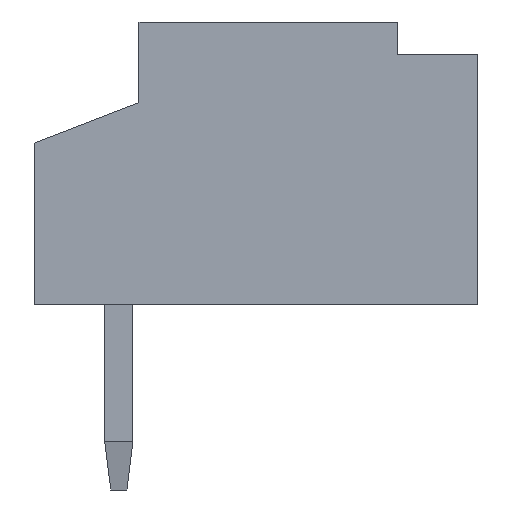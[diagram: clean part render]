
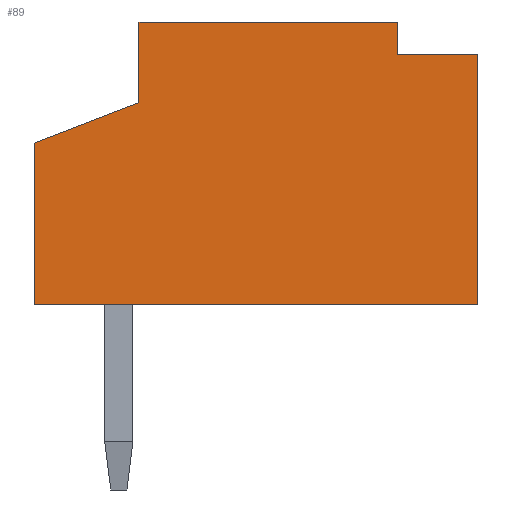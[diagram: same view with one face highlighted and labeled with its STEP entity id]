
A CAD part, left-side view. The second image highlights one B-rep face of the part: STEP entity #89.
In plain terms, the highlighted planar face has unit normal (-1, 0, 0).
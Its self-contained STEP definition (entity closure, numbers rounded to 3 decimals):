
#89=ADVANCED_FACE('',(#437),#267,.F.);
#267=PLANE('',#3393);
#437=FACE_OUTER_BOUND('',#628,.T.);
#628=EDGE_LOOP('',(#1008,#1009,#1010,#1011,#1012,#1013,#1014,#1015));
#1008=ORIENTED_EDGE('',*,*,#2174,.F.);
#1009=ORIENTED_EDGE('',*,*,#2182,.F.);
#1010=ORIENTED_EDGE('',*,*,#2194,.F.);
#1011=ORIENTED_EDGE('',*,*,#2147,.F.);
#1012=ORIENTED_EDGE('',*,*,#2034,.F.);
#1013=ORIENTED_EDGE('',*,*,#2164,.F.);
#1014=ORIENTED_EDGE('',*,*,#2161,.F.);
#1015=ORIENTED_EDGE('',*,*,#2158,.F.);
#1736=VERTEX_POINT('',#4442);
#1737=VERTEX_POINT('',#4444);
#1841=VERTEX_POINT('',#4666);
#1850=VERTEX_POINT('',#4687);
#1851=VERTEX_POINT('',#4689);
#1853=VERTEX_POINT('',#4695);
#1863=VERTEX_POINT('',#4719);
#1868=VERTEX_POINT('',#4733);
#2034=EDGE_CURVE('',#1736,#1737,#2496,.T.);
#2147=EDGE_CURVE('',#1737,#1841,#2609,.T.);
#2158=EDGE_CURVE('',#1850,#1851,#2620,.T.);
#2161=EDGE_CURVE('',#1851,#1853,#2623,.T.);
#2164=EDGE_CURVE('',#1853,#1736,#2626,.T.);
#2174=EDGE_CURVE('',#1863,#1850,#2636,.T.);
#2182=EDGE_CURVE('',#1868,#1863,#2644,.T.);
#2194=EDGE_CURVE('',#1841,#1868,#2656,.T.);
#2496=LINE('',#4443,#2946);
#2609=LINE('',#4665,#3059);
#2620=LINE('',#4688,#3070);
#2623=LINE('',#4694,#3073);
#2626=LINE('',#4699,#3076);
#2636=LINE('',#4720,#3086);
#2644=LINE('',#4734,#3094);
#2656=LINE('',#4756,#3106);
#2946=VECTOR('',#3589,1.);
#3059=VECTOR('',#3712,1.);
#3070=VECTOR('',#3727,1.);
#3073=VECTOR('',#3732,1.);
#3076=VECTOR('',#3737,1.);
#3086=VECTOR('',#3749,1.);
#3094=VECTOR('',#3759,1.);
#3106=VECTOR('',#3779,1.);
#3393=AXIS2_PLACEMENT_3D('',#4764,#3789,#3790);
#3589=DIRECTION('',(0.,0.,1.));
#3712=DIRECTION('',(0.,-1.,0.));
#3727=DIRECTION('',(0.,1.,0.));
#3732=DIRECTION('',(0.,0.,1.));
#3737=DIRECTION('',(0.,-0.933,0.359));
#3749=DIRECTION('',(0.,0.,-1.));
#3759=DIRECTION('',(0.,-1.,0.));
#3779=DIRECTION('',(0.,0.,-1.));
#3789=DIRECTION('',(1.,0.,0.));
#3790=DIRECTION('',(0.,0.,-1.));
#4442=CARTESIAN_POINT('',(-4.625,5.2,2.2));
#4443=CARTESIAN_POINT('',(-4.625,5.2,2.2));
#4444=CARTESIAN_POINT('',(-4.625,5.2,3.2));
#4665=CARTESIAN_POINT('',(-4.625,5.2,3.2));
#4666=CARTESIAN_POINT('',(-4.625,2.,3.2));
#4687=CARTESIAN_POINT('',(-4.625,1.,-0.3));
#4688=CARTESIAN_POINT('',(-4.625,1.,-0.3));
#4689=CARTESIAN_POINT('',(-4.625,6.5,-0.3));
#4694=CARTESIAN_POINT('',(-4.625,6.5,-0.3));
#4695=CARTESIAN_POINT('',(-4.625,6.5,1.7));
#4699=CARTESIAN_POINT('',(-4.625,6.5,1.7));
#4719=CARTESIAN_POINT('',(-4.625,1.,2.8));
#4720=CARTESIAN_POINT('',(-4.625,1.,2.8));
#4733=CARTESIAN_POINT('',(-4.625,2.,2.8));
#4734=CARTESIAN_POINT('',(-4.625,2.,2.8));
#4756=CARTESIAN_POINT('',(-4.625,2.,3.2));
#4764=CARTESIAN_POINT('',(-4.625,0.,0.));
